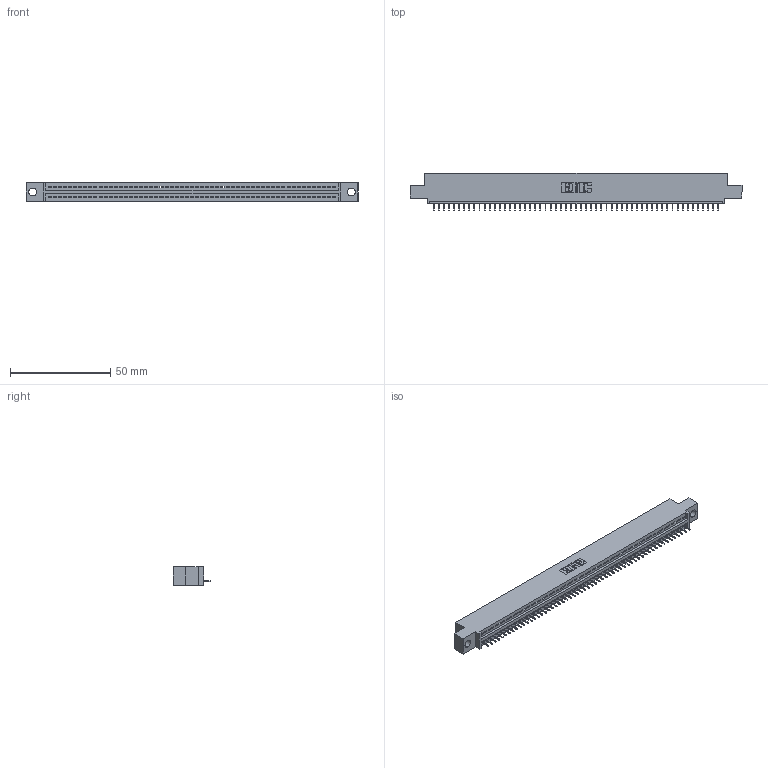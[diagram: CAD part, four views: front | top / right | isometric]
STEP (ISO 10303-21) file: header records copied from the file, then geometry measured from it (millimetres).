
FILE_DESCRIPTION (( 'STEP AP203' ), '1' );
FILE_NAME ('345-057-525-404.STEP', '2020-09-20T19:45:55', ( '' ), ( '' ), 'SwSTEP 2.0', 'SolidWorks 2020', '' );
FILE_SCHEMA (( 'CONFIG_CONTROL_DESIGN' ));
Length unit declared in the file: inch
Products named in the file (3): 345-292-001_345-293-125; 345-057-525-404; 345 Part_0.110 Offset - 0.156 Dia-TH
Assembly tree (58 placements, depth 2):
  345-057-525-404
    345 Part_0.110 Offset - 0.156 Dia-TH
    345-292-001_345-293-125  x57
Bounding box: 165.99 x 18.72 x 9.4 mm (x, y, z)
Volume: 15494.7 mm3; surface area: 19909.5 mm2
Topology: 58 solids, 58 shells, 3664 faces, 10613 edges, 6846 vertices
Faces by surface type: plane 2706, cylinder 958
Entity records: 41089 total; most frequent: CARTESIAN_POINT 7123, ORIENTED_EDGE 7114, DIRECTION 6199, EDGE_CURVE 3557, LINE 3201, VECTOR 3201, VERTEX_POINT 2366, AXIS2_PLACEMENT_3D 1499
